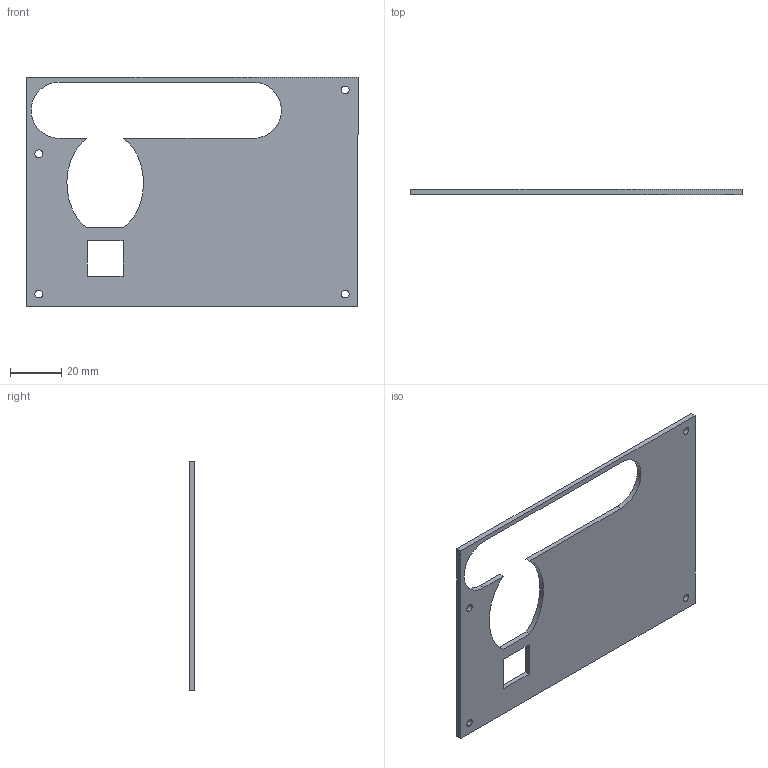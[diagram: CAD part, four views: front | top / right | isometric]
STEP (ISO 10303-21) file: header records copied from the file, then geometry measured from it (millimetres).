
FILE_DESCRIPTION (( 'STEP AP214' ), '1' );
FILE_NAME ('dispositif-acquisition-support-bottom.STEP', '2024-01-29T07:48:23', ( '' ), ( '' ), 'SwSTEP 2.0', 'SolidWorks 2023', '' );
FILE_SCHEMA (( 'AUTOMOTIVE_DESIGN' ));
Length unit declared in the file: millimetre
Products named in the file (1): dispositif-acquisition-support-bottom
Bounding box: 130 x 2 x 90 mm (x, y, z)
Volume: 17060.3 mm3; surface area: 18728.5 mm2
Topology: 1 solids, 1 shells, 26 faces, 72 edges, 48 vertices
Faces by surface type: plane 14, cylinder 10, bspline 2
Entity records: 889 total; most frequent: CARTESIAN_POINT 173, ORIENTED_EDGE 144, DIRECTION 138, EDGE_CURVE 72, LINE 48, VECTOR 48, VERTEX_POINT 48, AXIS2_PLACEMENT_3D 45
